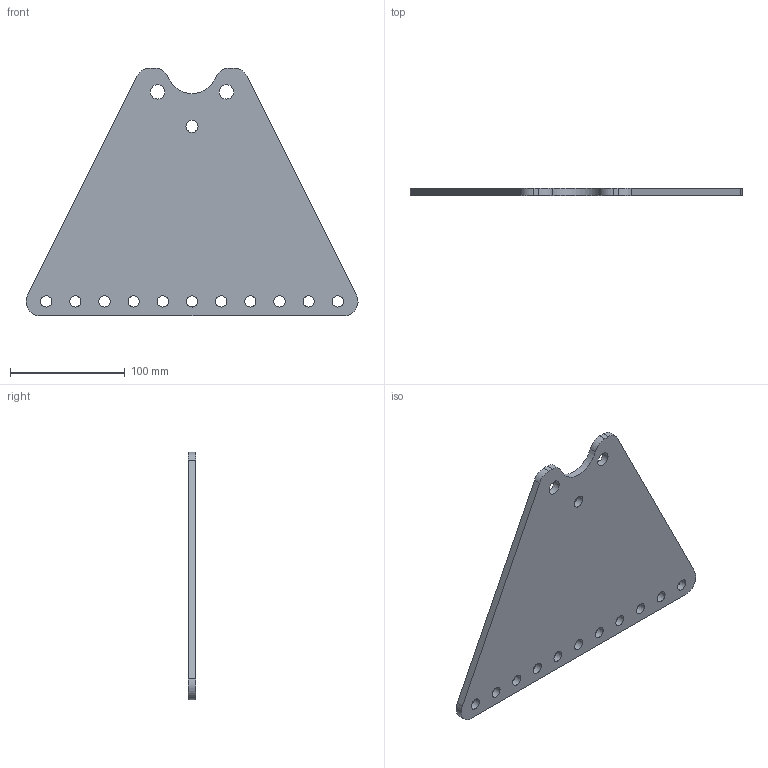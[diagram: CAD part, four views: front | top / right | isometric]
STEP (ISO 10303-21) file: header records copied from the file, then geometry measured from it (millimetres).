
FILE_DESCRIPTION(/* description */ ('Alibre Inc.'),/* implementation_level */ '2;1');
FILE_NAME(/* name */ 'export0',/* time_stamp */ '2012-03-24T09:13:17-06:00',/* author */ (''),/* organization */ (''),/* preprocessor_version */ 'ST-DEVELOPER v14',/* originating_system */ 'Alibre',/* authorisation */ '');
FILE_SCHEMA (('CONFIG_CONTROL_DESIGN'));
Length unit declared in the file: centimetre
Products named in the file (1): ID_1
Bounding box: 289.08 x 6.35 x 215.9 mm (x, y, z)
Volume: 256001.5 mm3; surface area: 88953.9 mm2
Topology: 1 solids, 1 shells, 28 faces, 78 edges, 52 vertices
Faces by surface type: cylinder 21, plane 7
Full cylindrical faces by diameter (mm): 9.779 x11, 10.5 x1, 12.5 x2
Entity records: 988 total; most frequent: DIRECTION 155, CARTESIAN_POINT 144, ORIENTED_EDGE 128, EDGE_LOOP 70, FACE_BOUND 70, AXIS2_PLACEMENT_3D 70, EDGE_CURVE 64, VERTEX_POINT 52
